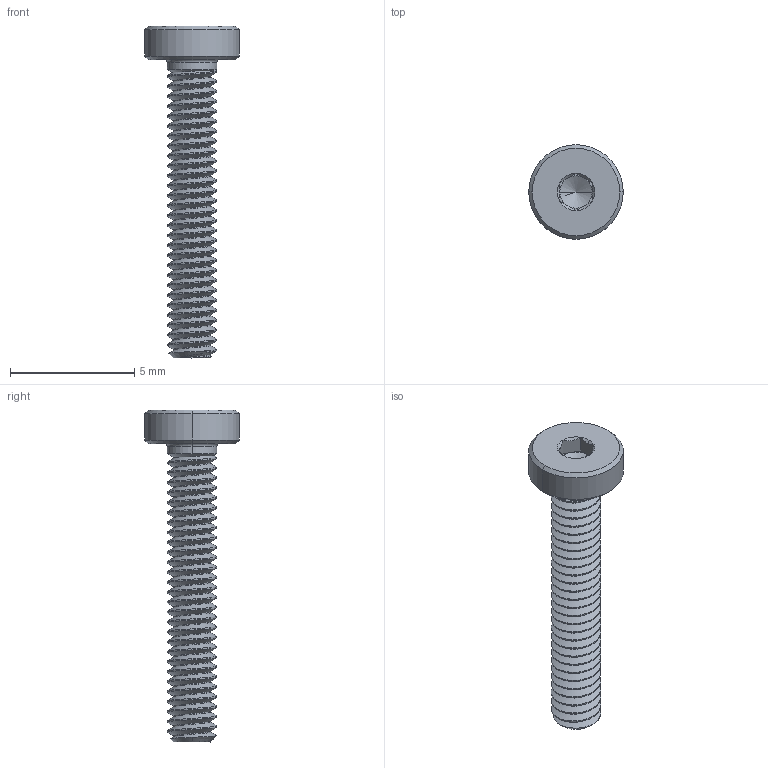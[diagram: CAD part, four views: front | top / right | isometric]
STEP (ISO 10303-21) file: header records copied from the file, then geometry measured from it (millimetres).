
FILE_DESCRIPTION (( 'STEP AP203' ), '1' );
FILE_NAME ('92855A841_18-8 Stainless Steel Low-Profile Socket Head Screws.STEP', '2026-01-08T20:25:43', ( 'McMaster Carr Supply' ), ( 'McMaster Carr Supply' ), 'SwSTEP 2.0', 'SolidWorks 2024', '' );
FILE_SCHEMA (( 'CONFIG_CONTROL_DESIGN' ));
Length unit declared in the file: millimetre
Products named in the file (1): 92855A841_18-8 Stainless Steel Low-Profile Socket Head Screws
Bounding box: 3.8 x 3.8 x 13.35 mm (x, y, z)
Volume: 42.9 mm3; surface area: 151.6 mm2
Topology: 1 solids, 1 shells, 99 faces, 262 edges, 165 vertices
Faces by surface type: cylinder 61, cone 18, plane 15, bspline 3, torus 2
Entity records: 6589 total; most frequent: CARTESIAN_POINT 4444, ORIENTED_EDGE 520, DIRECTION 357, EDGE_CURVE 260, VERTEX_POINT 165, AXIS2_PLACEMENT_3D 134, EDGE_LOOP 101, ADVANCED_FACE 99
